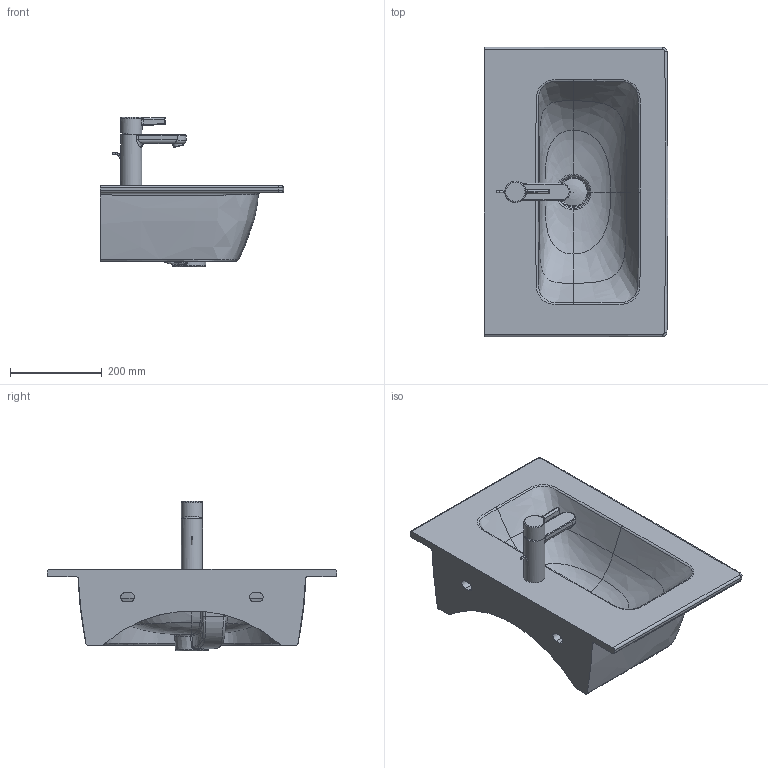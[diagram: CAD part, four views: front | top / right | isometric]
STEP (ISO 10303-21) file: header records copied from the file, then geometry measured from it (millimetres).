
FILE_DESCRIPTION((''),'2;1');
FILE_NAME('234263.stp','2017-07-31T15:30:38',('Administrator'),(''),'Autodesk Inventor 2011','Autodesk Inventor 2011','');
FILE_SCHEMA(('CONFIG_CONTROL_DESIGN'));
Length unit declared in the file: millimetre
Products named in the file (10): 234263; Armatur Durastyle Waschtisch; Fassung Sieb; Griff; Gehäuse; Hebel_Ventil; Gleitring; Kelch; Stopfen
Assembly tree (9 placements, depth 3):
  234263
    234263
    Armatur Durastyle Waschtisch
      Fassung Sieb
      Griff
      Gehäuse
      Hebel_Ventil
      Gleitring
    Kelch
    Stopfen
Bounding box: 399.92 x 629.68 x 325.56 mm (x, y, z)
Volume: 11955865.4 mm3; surface area: 1001635.5 mm2
Topology: 7 solids, 9 shells, 302 faces, 730 edges, 439 vertices
Faces by surface type: bspline 121, cylinder 79, plane 73, torus 16, sphere 9, cone 4
Full cylindrical faces by diameter (mm): 4 x2, 20.15 x1, 21.15 x1, 23.15 x1, 25 x1, 30 x2, 35 x1, 42 x1, 44 x1, 45.948 x1, 46 x2, 60 x1
Entity records: 58983 total; most frequent: CARTESIAN_POINT 52223, ORIENTED_EDGE 1370, DIRECTION 1094, EDGE_CURVE 687, AXIS2_PLACEMENT_3D 443, VERTEX_POINT 428, EDGE_LOOP 361, FACE_OUTER_BOUND 301
